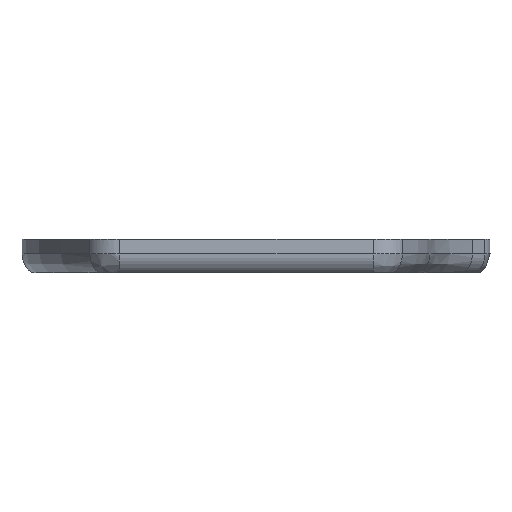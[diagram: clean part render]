
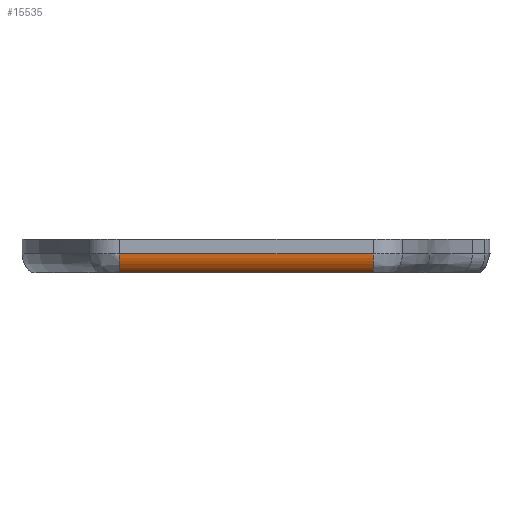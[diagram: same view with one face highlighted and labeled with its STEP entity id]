
A CAD part, left-side view. The second image highlights one B-rep face of the part: STEP entity #15535.
In plain terms, the highlighted free-form (B-spline) face has degree [1, 2] with [2, 3] control points.
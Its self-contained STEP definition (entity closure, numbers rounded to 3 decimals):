
#40=(
BOUNDED_SURFACE()
B_SPLINE_SURFACE(1,2,((#24315,#24316,#24317),(#24318,#24319,#24320)),
 .UNSPECIFIED.,.F.,.F.,.F.)
B_SPLINE_SURFACE_WITH_KNOTS((2,2),(3,3),(0.,11.),
(0.583,1.543),.UNSPECIFIED.)
GEOMETRIC_REPRESENTATION_ITEM()
RATIONAL_B_SPLINE_SURFACE(((1.,0.887,1.),(1.,0.887,
1.)))
REPRESENTATION_ITEM('')
SURFACE()
);
#75=ELLIPSE('',#16489,4.69,4.689);
#76=ELLIPSE('',#16490,4.69,4.689);
#1441=FACE_OUTER_BOUND('',#2295,.T.);
#2295=EDGE_LOOP('',(#12584,#12585,#12586,#12587));
#3979=LINE('',#23657,#5727);
#4017=LINE('',#24323,#5765);
#5727=VECTOR('',#18726,10.);
#5765=VECTOR('',#18926,10.);
#7320=VERTEX_POINT('',#23647);
#7321=VERTEX_POINT('',#23656);
#7388=VERTEX_POINT('',#24305);
#7389=VERTEX_POINT('',#24321);
#9143=EDGE_CURVE('',#7320,#7321,#3979,.T.);
#9247=EDGE_CURVE('',#7388,#7321,#75,.T.);
#9249=EDGE_CURVE('',#7389,#7320,#76,.T.);
#9250=EDGE_CURVE('',#7388,#7389,#4017,.T.);
#12584=ORIENTED_EDGE('',*,*,#9249,.F.);
#12585=ORIENTED_EDGE('',*,*,#9250,.F.);
#12586=ORIENTED_EDGE('',*,*,#9247,.T.);
#12587=ORIENTED_EDGE('',*,*,#9143,.F.);
#15535=ADVANCED_FACE('',(#1441),#40,.F.);
#16489=AXIS2_PLACEMENT_3D('',#24306,#18922,#18923);
#16490=AXIS2_PLACEMENT_3D('',#24322,#18924,#18925);
#18726=DIRECTION('',(0.,1.,0.));
#18922=DIRECTION('center_axis',(0.,-1.,
0.));
#18923=DIRECTION('ref_axis',(-0.028,0.,-1.));
#18924=DIRECTION('center_axis',(0.,-1.,
0.));
#18925=DIRECTION('ref_axis',(-0.028,0.,-1.));
#18926=DIRECTION('',(0.,-1.,0.));
#23647=CARTESIAN_POINT('',(128.766,-84.21,-3.));
#23656=CARTESIAN_POINT('',(128.766,-32.618,-3.));
#23657=CARTESIAN_POINT('',(128.766,-84.21,-3.));
#24305=CARTESIAN_POINT('',(126.767,-32.618,0.842));
#24306=CARTESIAN_POINT('Origin',(131.456,-32.618,0.842));
#24315=CARTESIAN_POINT('Ctrl Pts',(128.766,-84.21,-3.));
#24316=CARTESIAN_POINT('Ctrl Pts',(126.767,-84.21,-1.6));
#24317=CARTESIAN_POINT('Ctrl Pts',(126.767,-84.21,0.842));
#24318=CARTESIAN_POINT('Ctrl Pts',(128.766,-32.618,-3.));
#24319=CARTESIAN_POINT('Ctrl Pts',(126.767,-32.618,-1.6));
#24320=CARTESIAN_POINT('Ctrl Pts',(126.767,-32.618,0.842));
#24321=CARTESIAN_POINT('',(126.767,-84.21,0.842));
#24322=CARTESIAN_POINT('Origin',(131.456,-84.21,0.842));
#24323=CARTESIAN_POINT('',(126.767,-84.21,0.842));
